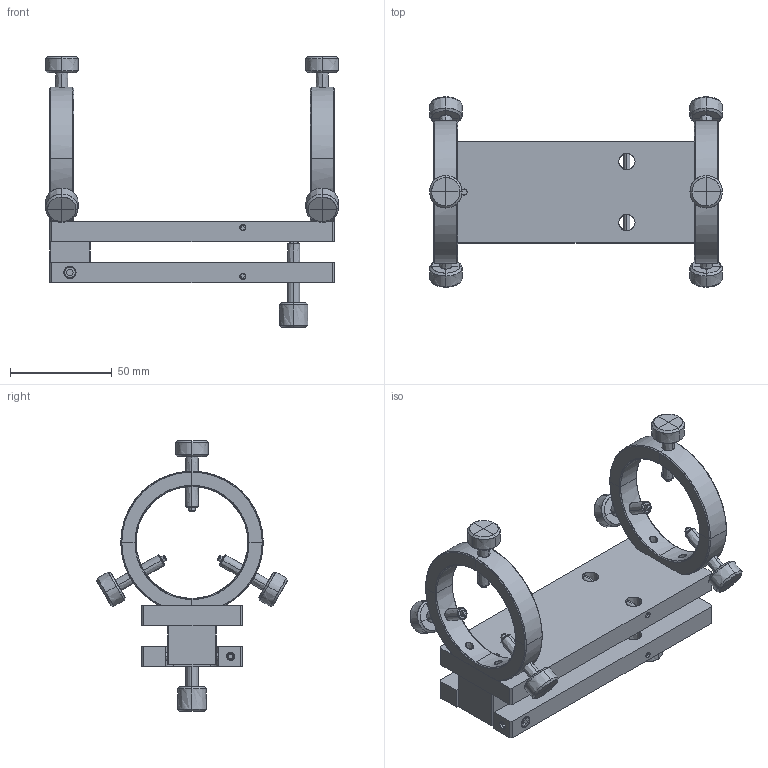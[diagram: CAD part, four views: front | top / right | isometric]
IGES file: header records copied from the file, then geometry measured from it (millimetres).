
Start section: SolidWorks IGES file using analytic representation for surfaces
Global section: file name: Web Model 56332_56332.igs; native system: SolidWorks 2018; preprocessor: SolidWorks 2018; author: JPoff; date: 210519.155142; units: millimetre
Bounding box: 144 x 93.6 x 133 mm (x, y, z)
Surface area: 67715.3 mm2 (no closed solid volume)
Topology: 0 solids, 0 shells, 1068 faces, 8306 edges, 8234 vertices
Faces by surface type: bspline 1068
